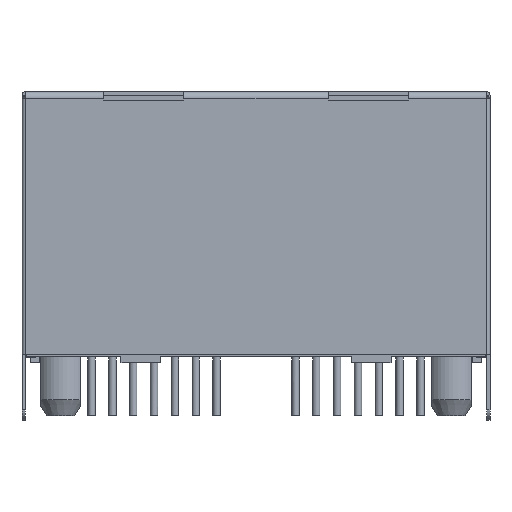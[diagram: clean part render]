
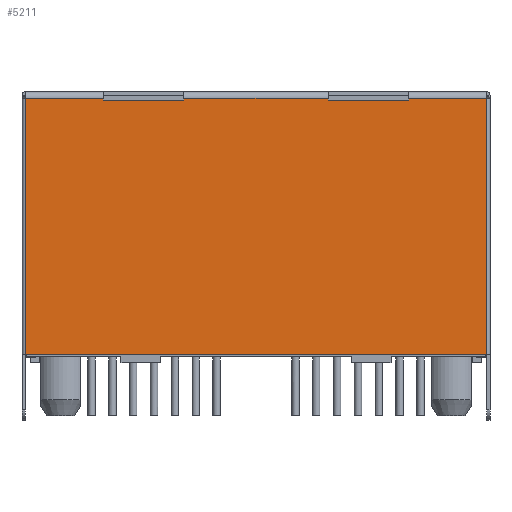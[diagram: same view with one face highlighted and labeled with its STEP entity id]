
A CAD part, front view. The second image highlights one B-rep face of the part: STEP entity #5211.
In plain terms, the highlighted planar face has unit normal (0, -1, 0).
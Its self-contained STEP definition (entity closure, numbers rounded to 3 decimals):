
#446=DIRECTION('',(-1.,0.,0.));
#447=VECTOR('',#446,8.8);
#448=CARTESIAN_POINT('',(4.4,-7.8,-0.2));
#449=LINE('',#448,#447);
#455=DIRECTION('',(-1.,0.,0.));
#456=VECTOR('',#455,4.75);
#457=CARTESIAN_POINT('',(-9.3,-7.8,-0.2));
#458=LINE('',#457,#456);
#472=DIRECTION('',(-1.,0.,0.));
#473=VECTOR('',#472,4.75);
#474=CARTESIAN_POINT('',(14.05,-7.8,-0.2));
#475=LINE('',#474,#473);
#673=DIRECTION('',(0.,0.,1.));
#674=VECTOR('',#673,15.6);
#675=CARTESIAN_POINT('',(-14.05,-7.8,-15.8));
#676=LINE('',#675,#674);
#681=DIRECTION('',(1.,0.,0.));
#682=VECTOR('',#681,4.9);
#683=CARTESIAN_POINT('',(-9.3,-7.8,-0.3));
#684=LINE('',#683,#682);
#685=DIRECTION('',(0.,0.,-1.));
#686=VECTOR('',#685,0.1);
#687=CARTESIAN_POINT('',(-4.4,-7.8,-0.2));
#688=LINE('',#687,#686);
#689=DIRECTION('',(0.,0.,-1.));
#690=VECTOR('',#689,0.1);
#691=CARTESIAN_POINT('',(4.4,-7.8,-0.2));
#692=LINE('',#691,#690);
#693=DIRECTION('',(-1.,0.,0.));
#694=VECTOR('',#693,4.9);
#695=CARTESIAN_POINT('',(9.3,-7.8,-0.3));
#696=LINE('',#695,#694);
#697=DIRECTION('',(0.,0.,-1.));
#698=VECTOR('',#697,0.1);
#699=CARTESIAN_POINT('',(9.3,-7.8,-0.2));
#700=LINE('',#699,#698);
#701=DIRECTION('',(1.,0.,0.));
#702=VECTOR('',#701,28.1);
#703=CARTESIAN_POINT('',(-14.05,-7.8,-15.8));
#704=LINE('',#703,#702);
#705=DIRECTION('',(0.,0.,-1.));
#706=VECTOR('',#705,0.1);
#707=CARTESIAN_POINT('',(-9.3,-7.8,-0.2));
#708=LINE('',#707,#706);
#1371=DIRECTION('',(0.,0.,-1.));
#1372=VECTOR('',#1371,15.6);
#1373=CARTESIAN_POINT('',(14.05,-7.8,-0.2));
#1374=LINE('',#1373,#1372);
#3500=CARTESIAN_POINT('',(-14.05,-7.8,-15.8));
#3501=CARTESIAN_POINT('',(14.05,-7.8,-15.8));
#3502=VERTEX_POINT('',#3500);
#3503=VERTEX_POINT('',#3501);
#3766=CARTESIAN_POINT('',(9.3,-7.8,-0.3));
#3767=CARTESIAN_POINT('',(4.4,-7.8,-0.3));
#3768=VERTEX_POINT('',#3766);
#3769=VERTEX_POINT('',#3767);
#3770=CARTESIAN_POINT('',(4.4,-7.8,-0.2));
#3771=VERTEX_POINT('',#3770);
#3772=CARTESIAN_POINT('',(9.3,-7.8,-0.2));
#3773=VERTEX_POINT('',#3772);
#3782=CARTESIAN_POINT('',(-9.3,-7.8,-0.3));
#3783=CARTESIAN_POINT('',(-4.4,-7.8,-0.3));
#3784=VERTEX_POINT('',#3782);
#3785=VERTEX_POINT('',#3783);
#3786=CARTESIAN_POINT('',(-4.4,-7.8,-0.2));
#3787=VERTEX_POINT('',#3786);
#3788=CARTESIAN_POINT('',(-9.3,-7.8,-0.2));
#3789=VERTEX_POINT('',#3788);
#4198=CARTESIAN_POINT('',(14.05,-7.8,-0.2));
#4199=VERTEX_POINT('',#4198);
#4200=CARTESIAN_POINT('',(-14.05,-7.8,-0.2));
#4201=VERTEX_POINT('',#4200);
#5184=CARTESIAN_POINT('',(-14.25,-7.8,0.2));
#5185=DIRECTION('',(0.,-1.,0.));
#5186=DIRECTION('',(-1.,0.,0.));
#5187=AXIS2_PLACEMENT_3D('',#5184,#5185,#5186);
#5188=PLANE('',#5187);
#5190=ORIENTED_EDGE('',*,*,#5189,.T.);
#5192=ORIENTED_EDGE('',*,*,#5191,.F.);
#5193=ORIENTED_EDGE('',*,*,#4859,.F.);
#5195=ORIENTED_EDGE('',*,*,#5194,.T.);
#5197=ORIENTED_EDGE('',*,*,#5196,.F.);
#5199=ORIENTED_EDGE('',*,*,#5198,.F.);
#5200=ORIENTED_EDGE('',*,*,#4890,.F.);
#5202=ORIENTED_EDGE('',*,*,#5201,.T.);
#5204=ORIENTED_EDGE('',*,*,#5203,.F.);
#5205=ORIENTED_EDGE('',*,*,#5168,.T.);
#5206=ORIENTED_EDGE('',*,*,#4871,.F.);
#5208=ORIENTED_EDGE('',*,*,#5207,.T.);
#5209=EDGE_LOOP('',(#5190,#5192,#5193,#5195,#5197,#5199,#5200,#5202,#5204,#5205,
#5206,#5208));
#5210=FACE_OUTER_BOUND('',#5209,.F.);
#5211=ADVANCED_FACE('',(#5210),#5188,.T.);
#4859=EDGE_CURVE('',#3771,#3787,#449,.T.);
#4871=EDGE_CURVE('',#3789,#4201,#458,.T.);
#4890=EDGE_CURVE('',#4199,#3773,#475,.T.);
#5168=EDGE_CURVE('',#3502,#4201,#676,.T.);
#5189=EDGE_CURVE('',#3784,#3785,#684,.T.);
#5191=EDGE_CURVE('',#3787,#3785,#688,.T.);
#5194=EDGE_CURVE('',#3771,#3769,#692,.T.);
#5196=EDGE_CURVE('',#3768,#3769,#696,.T.);
#5198=EDGE_CURVE('',#3773,#3768,#700,.T.);
#5201=EDGE_CURVE('',#4199,#3503,#1374,.T.);
#5203=EDGE_CURVE('',#3502,#3503,#704,.T.);
#5207=EDGE_CURVE('',#3789,#3784,#708,.T.);
